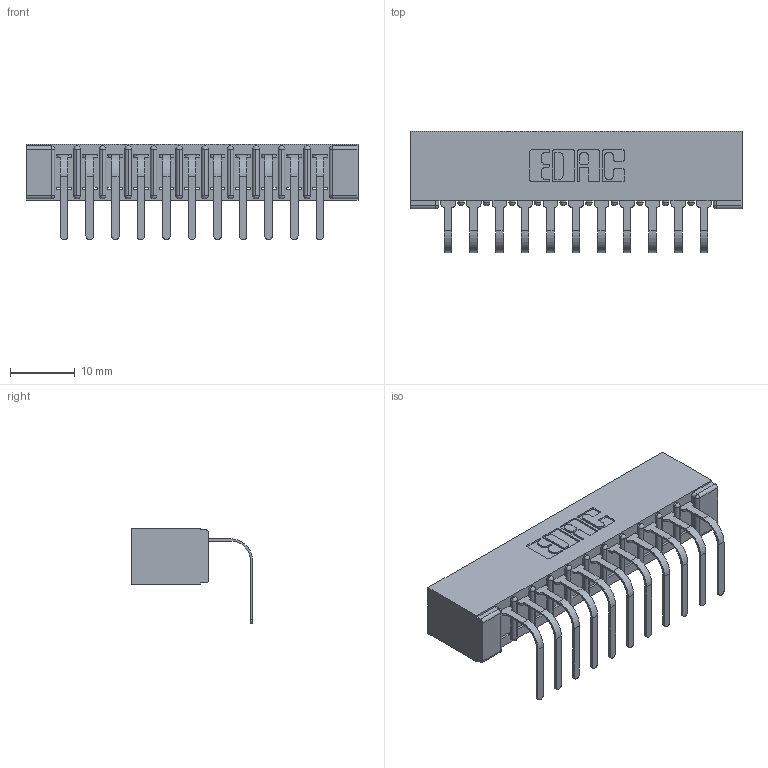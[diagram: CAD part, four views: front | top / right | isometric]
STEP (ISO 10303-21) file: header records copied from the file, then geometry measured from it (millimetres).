
FILE_DESCRIPTION (( 'STEP AP203' ), '1' );
FILE_NAME ('357-011-458-101.STEP', '2022-07-18T23:52:53', ( '' ), ( '' ), 'SwSTEP 2.0', 'SolidWorks 2020', '' );
FILE_SCHEMA (( 'CONFIG_CONTROL_DESIGN' ));
Length unit declared in the file: inch
Products named in the file (3): 307-290-001_558 - 2 (Single); 307 Part_No Mounting Lugs; 357-011-458-101
Assembly tree (12 placements, depth 2):
  357-011-458-101
    307 Part_No Mounting Lugs
    307-290-001_558 - 2 (Single)  x11
Bounding box: 51.46 x 18.78 x 14.81 mm (x, y, z)
Volume: 3520.4 mm3; surface area: 5630.3 mm2
Topology: 12 solids, 12 shells, 782 faces, 2213 edges, 1426 vertices
Faces by surface type: plane 495, cylinder 263, sphere 24
Entity records: 13078 total; most frequent: CARTESIAN_POINT 2192, ORIENTED_EDGE 2178, DIRECTION 2149, EDGE_CURVE 1089, LINE 823, VECTOR 823, VERTEX_POINT 706, AXIS2_PLACEMENT_3D 663
